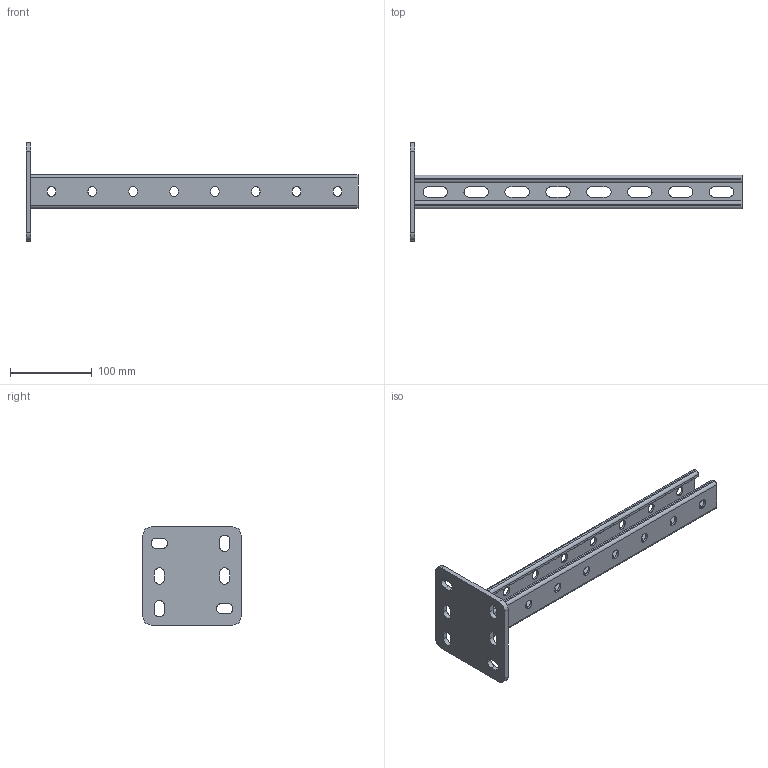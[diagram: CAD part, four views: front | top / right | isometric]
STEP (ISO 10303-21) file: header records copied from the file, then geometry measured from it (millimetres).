
FILE_DESCRIPTION (( 'STEP AP203' ), '1' );
FILE_NAME ('Êðîíøòåéí ïîòîëî÷íûé îäèíàðíûé_h41-400.step', '2022-01-27T08:24:32', ( '' ), ( '' ), 'SwSTEP 2.0', 'SolidWorks 2017', '' );
FILE_SCHEMA (( 'CONFIG_CONTROL_DESIGN' ));
Length unit declared in the file: millimetre
Products named in the file (3): Ïÿòêà ïîòîëî÷êàÿ; Êðîíøòåéí ïîòîëî÷íûé îäèíàðíûé_h41-400; STRUT-镳铘桦黖h41-400
Assembly tree (2 placements, depth 2):
  Êðîíøòåéí ïîòîëî÷íûé îäèíàðíûé_h41-400
    Ïÿòêà ïîòîëî÷êàÿ
    STRUT-镳铘桦黖h41-400
Bounding box: 406 x 120 x 120 mm (x, y, z)
Volume: 201243.4 mm3; surface area: 135040.3 mm2
Topology: 2 solids, 2 shells, 824 faces, 2412 edges, 1592 vertices
Faces by surface type: plane 746, cylinder 78
Entity records: 27253 total; most frequent: CARTESIAN_POINT 4833, ORIENTED_EDGE 4824, DIRECTION 4226, EDGE_CURVE 2412, LINE 2256, VECTOR 2256, VERTEX_POINT 1592, AXIS2_PLACEMENT_3D 985
